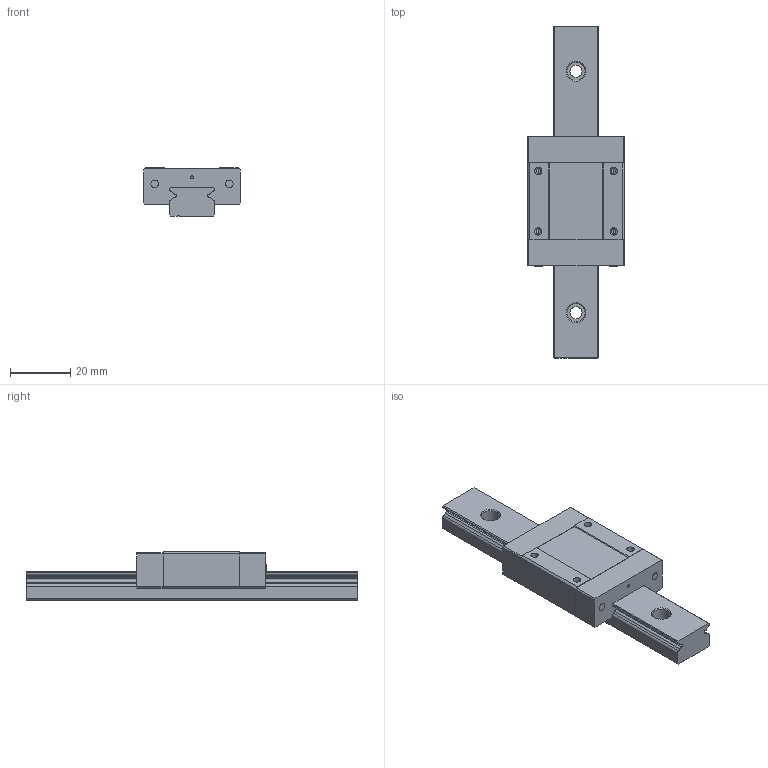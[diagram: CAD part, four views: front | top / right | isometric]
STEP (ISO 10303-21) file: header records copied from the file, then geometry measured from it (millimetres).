
FILE_DESCRIPTION (( 'STEP AP203' ), '1' );
FILE_NAME ('SBM 15.STEP', '2014-11-21T02:55:12', ( 'star' ), ( '' ), 'SwSTEP 2.0', 'SolidWorks 2013', '' );
FILE_SCHEMA (( 'CONFIG_CONTROL_DESIGN' ));
Length unit declared in the file: millimetre
Products named in the file (4): SBM 15_01; SBM 15; SBM 15_02; SBM 15_03
Assembly tree (4 placements, depth 2):
  SBM 15
    SBM 15_01
    SBM 15_02
    SBM 15_03  x2
Bounding box: 32 x 110 x 16 mm (x, y, z)
Volume: 26772.4 mm3; surface area: 13072.3 mm2
Topology: 4 solids, 4 shells, 221 faces, 601 edges, 383 vertices
Faces by surface type: cylinder 105, plane 80, cone 36
Entity records: 5992 total; most frequent: CARTESIAN_POINT 1092, DIRECTION 980, ORIENTED_EDGE 916, EDGE_CURVE 458, AXIS2_PLACEMENT_3D 359, VERTEX_POINT 299, VECTOR 262, LINE 262
